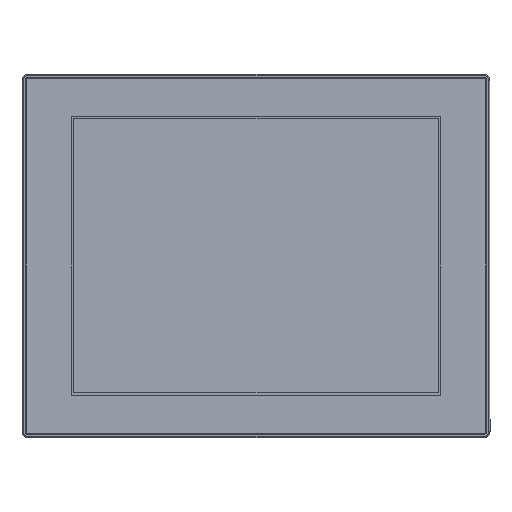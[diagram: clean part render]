
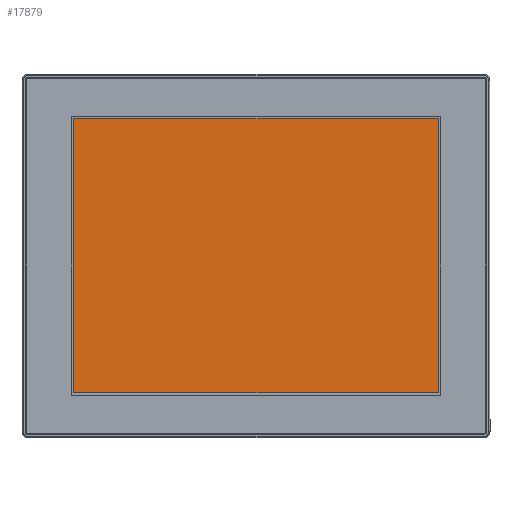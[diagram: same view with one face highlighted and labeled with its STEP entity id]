
A CAD part, top view. The second image highlights one B-rep face of the part: STEP entity #17879.
In plain terms, the highlighted planar face has unit normal (0, 0, 1).
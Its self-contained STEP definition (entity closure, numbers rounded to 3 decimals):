
#1352 = EDGE_LOOP ( 'NONE', ( #24348, #47275, #31512, #45272 ) ) ;
#1664 = EDGE_CURVE ( 'NONE', #66694, #39525, #17178, .T. ) ;
#8725 = DIRECTION ( 'NONE',  ( -1., 0., 0. ) ) ;
#11514 = CARTESIAN_POINT ( 'NONE',  ( -123.5, -92.8, 0. ) ) ;
#12056 = EDGE_CURVE ( 'NONE', #39525, #44328, #24643, .T. ) ;
#15390 = PLANE ( 'NONE',  #56803 ) ;
#17178 = LINE ( 'NONE', #33506, #83707 ) ;
#17879 = ADVANCED_FACE ( 'N', ( #91065 ), #15390, .F. ) ;
#18281 = CARTESIAN_POINT ( 'NONE',  ( -123.5, 92.8, 0. ) ) ;
#18903 = CARTESIAN_POINT ( 'NONE',  ( -155.75, 120.25, 0. ) ) ;
#19251 = DIRECTION ( 'NONE',  ( 0., 0., -1. ) ) ;
#19903 = DIRECTION ( 'NONE',  ( -1., 0., 0. ) ) ;
#24348 = ORIENTED_EDGE ( 'NONE', *, *, #81257, .T. ) ;
#24643 = LINE ( 'NONE', #77812, #24779 ) ;
#24779 = VECTOR ( 'NONE', #77701, 1000. ) ;
#26446 = CARTESIAN_POINT ( 'NONE',  ( -123.5, 0., 0. ) ) ;
#31512 = ORIENTED_EDGE ( 'NONE', *, *, #1664, .F. ) ;
#33506 = CARTESIAN_POINT ( 'NONE',  ( 123.5, 0., 0. ) ) ;
#33887 = DIRECTION ( 'NONE',  ( 0., -1., 0. ) ) ;
#34150 = DIRECTION ( 'NONE',  ( 0., -1., 0. ) ) ;
#39525 = VERTEX_POINT ( 'NONE', #100006 ) ;
#42424 = VECTOR ( 'NONE', #33887, 1000. ) ;
#44328 = VERTEX_POINT ( 'NONE', #11514 ) ;
#45272 = ORIENTED_EDGE ( 'NONE', *, *, #64550, .T. ) ;
#47275 = ORIENTED_EDGE ( 'NONE', *, *, #12056, .F. ) ;
#56803 = AXIS2_PLACEMENT_3D ( 'NONE', #18903, #19251, #19903 ) ;
#60237 = VECTOR ( 'NONE', #8725, 1000. ) ;
#64550 = EDGE_CURVE ( 'NONE', #66694, #93435, #83685, .T. ) ;
#66694 = VERTEX_POINT ( 'NONE', #69399 ) ;
#69399 = CARTESIAN_POINT ( 'NONE',  ( 123.5, 92.8, 0. ) ) ;
#77701 = DIRECTION ( 'NONE',  ( -1., 0., 0. ) ) ;
#77812 = CARTESIAN_POINT ( 'NONE',  ( 0., -92.8, 0. ) ) ;
#81257 = EDGE_CURVE ( 'NONE', #93435, #44328, #83807, .T. ) ;
#83685 = LINE ( 'NONE', #85768, #60237 ) ;
#83707 = VECTOR ( 'NONE', #34150, 1000. ) ;
#83807 = LINE ( 'NONE', #26446, #42424 ) ;
#85768 = CARTESIAN_POINT ( 'NONE',  ( 0., 92.8, 0. ) ) ;
#91065 = FACE_OUTER_BOUND ( 'NONE', #1352, .T. ) ;
#93435 = VERTEX_POINT ( 'NONE', #18281 ) ;
#100006 = CARTESIAN_POINT ( 'NONE',  ( 123.5, -92.8, 0. ) ) ;
